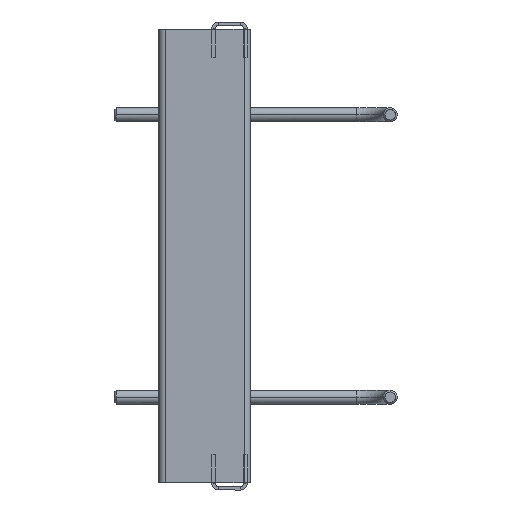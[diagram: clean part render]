
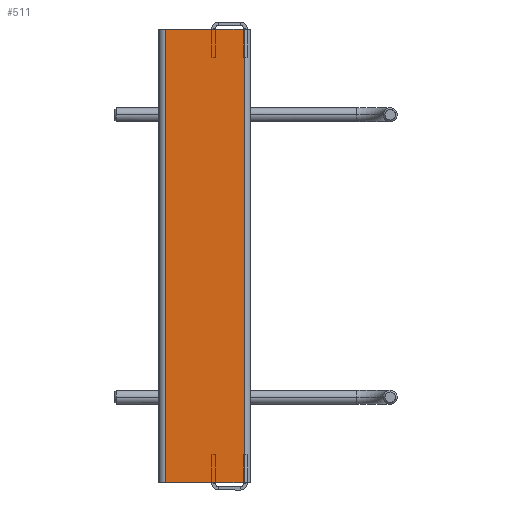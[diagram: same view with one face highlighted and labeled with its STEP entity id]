
A CAD part, left-side view. The second image highlights one B-rep face of the part: STEP entity #511.
In plain terms, the highlighted planar face has unit normal (-1, 0, 0).
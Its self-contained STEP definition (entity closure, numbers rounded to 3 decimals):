
#112 = PLANE ( 'NONE',  #1966 ) ;
#140 = DIRECTION ( 'NONE',  ( 0., -1., 0. ) ) ;
#209 = VECTOR ( 'NONE', #2505, 1000. ) ;
#277 = CARTESIAN_POINT ( 'NONE',  ( -17.5, -48.25, 128.5 ) ) ;
#511 = ADVANCED_FACE ( 'NONE', ( #1518 ), #112, .F. ) ;
#528 = CARTESIAN_POINT ( 'NONE',  ( -17.5, -3.75, 128.5 ) ) ;
#568 = EDGE_CURVE ( 'NONE', #1357, #1119, #1956, .T. ) ;
#612 = VECTOR ( 'NONE', #1700, 1000. ) ;
#614 = DIRECTION ( 'NONE',  ( 0., 1., 0. ) ) ;
#855 = LINE ( 'NONE', #528, #209 ) ;
#861 = CARTESIAN_POINT ( 'NONE',  ( -17.5, 0., -128.5 ) ) ;
#950 = CARTESIAN_POINT ( 'NONE',  ( -17.5, -48.25, -128.5 ) ) ;
#1041 = VERTEX_POINT ( 'NONE', #277 ) ;
#1043 = EDGE_CURVE ( 'NONE', #1357, #1195, #855, .T. ) ;
#1119 = VERTEX_POINT ( 'NONE', #1270 ) ;
#1195 = VERTEX_POINT ( 'NONE', #2298 ) ;
#1258 = LINE ( 'NONE', #950, #612 ) ;
#1270 = CARTESIAN_POINT ( 'NONE',  ( -17.5, -48.25, -128.5 ) ) ;
#1357 = VERTEX_POINT ( 'NONE', #1849 ) ;
#1380 = DIRECTION ( 'NONE',  ( 0., 1., 0. ) ) ;
#1518 = FACE_OUTER_BOUND ( 'NONE', #2646, .T. ) ;
#1551 = EDGE_CURVE ( 'NONE', #1119, #1041, #1258, .T. ) ;
#1700 = DIRECTION ( 'NONE',  ( 0., 0., 1. ) ) ;
#1846 = CARTESIAN_POINT ( 'NONE',  ( -17.5, 0., 0. ) ) ;
#1849 = CARTESIAN_POINT ( 'NONE',  ( -17.5, -3.75, -128.5 ) ) ;
#1956 = LINE ( 'NONE', #861, #2617 ) ;
#1966 = AXIS2_PLACEMENT_3D ( 'NONE', #1846, #2087, #614 ) ;
#1969 = VECTOR ( 'NONE', #1380, 1000. ) ;
#2036 = ORIENTED_EDGE ( 'NONE', *, *, #1551, .T. ) ;
#2087 = DIRECTION ( 'NONE',  ( 1., 0., 0. ) ) ;
#2186 = ORIENTED_EDGE ( 'NONE', *, *, #2842, .T. ) ;
#2298 = CARTESIAN_POINT ( 'NONE',  ( -17.5, -3.75, 128.5 ) ) ;
#2374 = CARTESIAN_POINT ( 'NONE',  ( -17.5, 0., 128.5 ) ) ;
#2448 = ORIENTED_EDGE ( 'NONE', *, *, #568, .T. ) ;
#2505 = DIRECTION ( 'NONE',  ( 0., 0., 1. ) ) ;
#2617 = VECTOR ( 'NONE', #140, 1000. ) ;
#2627 = LINE ( 'NONE', #2374, #1969 ) ;
#2646 = EDGE_LOOP ( 'NONE', ( #2036, #2186, #3095, #2448 ) ) ;
#2842 = EDGE_CURVE ( 'NONE', #1041, #1195, #2627, .T. ) ;
#3095 = ORIENTED_EDGE ( 'NONE', *, *, #1043, .F. ) ;
